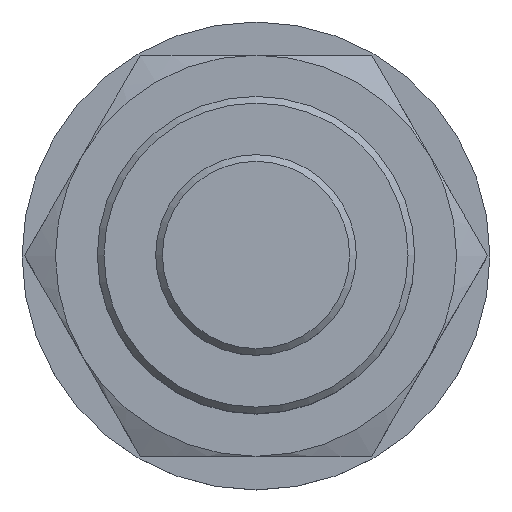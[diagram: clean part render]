
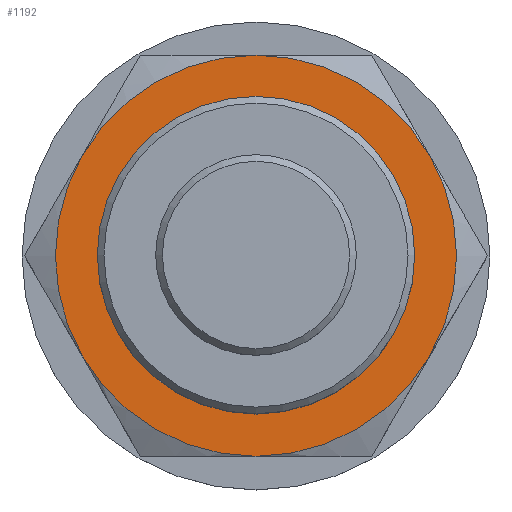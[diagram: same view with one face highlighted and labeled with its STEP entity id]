
A CAD part, top view. The second image highlights one B-rep face of the part: STEP entity #1192.
In plain terms, the highlighted planar face has unit normal (0, 0, 1).
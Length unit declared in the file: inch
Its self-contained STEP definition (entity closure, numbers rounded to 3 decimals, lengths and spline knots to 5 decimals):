
#145=PLANE('',#1358);
#213=FACE_BOUND('',#401,.T.);
#280=FACE_OUTER_BOUND('',#400,.T.);
#400=EDGE_LOOP('',(#909,#910,#911,#912,#913,#914));
#401=EDGE_LOOP('',(#915,#916,#917,#918));
#501=CIRCLE('',#1335,0.5);
#506=CIRCLE('',#1348,0.75);
#507=CIRCLE('',#1352,0.75);
#508=CIRCLE('',#1357,0.75);
#509=CIRCLE('',#1359,0.75);
#510=CIRCLE('',#1360,0.75);
#511=CIRCLE('',#1361,0.75);
#512=CIRCLE('',#1362,0.5);
#513=CIRCLE('',#1363,0.5);
#514=CIRCLE('',#1364,0.5);
#573=VERTEX_POINT('',#1914);
#575=VERTEX_POINT('',#1935);
#577=VERTEX_POINT('',#1958);
#589=VERTEX_POINT('',#2254);
#592=VERTEX_POINT('',#2271);
#595=VERTEX_POINT('',#2290);
#598=VERTEX_POINT('',#2312);
#599=VERTEX_POINT('',#2322);
#600=VERTEX_POINT('',#2324);
#601=VERTEX_POINT('',#2327);
#682=EDGE_CURVE('',#573,#577,#501,.T.);
#703=EDGE_CURVE('',#592,#589,#506,.T.);
#709=EDGE_CURVE('',#589,#595,#507,.T.);
#715=EDGE_CURVE('',#598,#592,#508,.T.);
#716=EDGE_CURVE('',#599,#598,#509,.T.);
#717=EDGE_CURVE('',#600,#599,#510,.T.);
#718=EDGE_CURVE('',#595,#600,#511,.T.);
#719=EDGE_CURVE('',#577,#601,#512,.T.);
#720=EDGE_CURVE('',#601,#575,#513,.T.);
#721=EDGE_CURVE('',#575,#573,#514,.T.);
#909=ORIENTED_EDGE('',*,*,#703,.F.);
#910=ORIENTED_EDGE('',*,*,#715,.F.);
#911=ORIENTED_EDGE('',*,*,#716,.F.);
#912=ORIENTED_EDGE('',*,*,#717,.F.);
#913=ORIENTED_EDGE('',*,*,#718,.F.);
#914=ORIENTED_EDGE('',*,*,#709,.F.);
#915=ORIENTED_EDGE('',*,*,#682,.T.);
#916=ORIENTED_EDGE('',*,*,#719,.T.);
#917=ORIENTED_EDGE('',*,*,#720,.T.);
#918=ORIENTED_EDGE('',*,*,#721,.T.);
#1192=ADVANCED_FACE('',(#280,#213),#145,.F.);
#1335=AXIS2_PLACEMENT_3D('',#1960,#1587,#1588);
#1348=AXIS2_PLACEMENT_3D('',#2279,#1616,#1617);
#1352=AXIS2_PLACEMENT_3D('',#2299,#1625,#1626);
#1357=AXIS2_PLACEMENT_3D('',#2320,#1636,#1637);
#1358=AXIS2_PLACEMENT_3D('',#2321,#1638,#1639);
#1359=AXIS2_PLACEMENT_3D('',#2323,#1640,#1641);
#1360=AXIS2_PLACEMENT_3D('',#2325,#1642,#1643);
#1361=AXIS2_PLACEMENT_3D('',#2326,#1644,#1645);
#1362=AXIS2_PLACEMENT_3D('',#2328,#1646,#1647);
#1363=AXIS2_PLACEMENT_3D('',#2329,#1648,#1649);
#1364=AXIS2_PLACEMENT_3D('',#2330,#1650,#1651);
#1587=DIRECTION('center_axis',(0.,0.,
-1.));
#1588=DIRECTION('ref_axis',(-0.5,0.866,0.));
#1616=DIRECTION('center_axis',(0.,0.,
-1.));
#1617=DIRECTION('ref_axis',(-0.5,0.866,0.));
#1625=DIRECTION('center_axis',(0.,0.,
-1.));
#1626=DIRECTION('ref_axis',(-0.5,0.866,0.));
#1636=DIRECTION('center_axis',(0.,0.,
-1.));
#1637=DIRECTION('ref_axis',(-0.5,0.866,0.));
#1638=DIRECTION('center_axis',(0.,0.,
-1.));
#1639=DIRECTION('ref_axis',(-0.5,0.866,0.));
#1640=DIRECTION('center_axis',(0.,0.,
-1.));
#1641=DIRECTION('ref_axis',(-0.5,0.866,0.));
#1642=DIRECTION('center_axis',(0.,0.,
-1.));
#1643=DIRECTION('ref_axis',(-0.5,0.866,0.));
#1644=DIRECTION('center_axis',(0.,0.,
-1.));
#1645=DIRECTION('ref_axis',(-0.5,0.866,0.));
#1646=DIRECTION('center_axis',(0.,0.,
-1.));
#1647=DIRECTION('ref_axis',(-0.5,0.866,0.));
#1648=DIRECTION('center_axis',(0.,0.,
-1.));
#1649=DIRECTION('ref_axis',(-0.5,0.866,0.));
#1650=DIRECTION('center_axis',(0.,0.,
-1.));
#1651=DIRECTION('ref_axis',(-0.5,0.866,0.));
#1914=CARTESIAN_POINT('',(-0.06697,0.4955,1.33302));
#1935=CARTESIAN_POINT('',(-0.39563,0.30574,1.33302));
#1958=CARTESIAN_POINT('',(0.48903,-0.10417,1.33302));
#1960=CARTESIAN_POINT('Origin',(0.,0.,
1.33302));
#2254=CARTESIAN_POINT('',(0.,0.75,1.33302));
#2271=CARTESIAN_POINT('',(-0.64952,0.375,1.33302));
#2279=CARTESIAN_POINT('Origin',(0.,0.,
1.33302));
#2290=CARTESIAN_POINT('',(0.64952,0.375,1.33302));
#2299=CARTESIAN_POINT('Origin',(0.,0.,
1.33302));
#2312=CARTESIAN_POINT('',(-0.64952,-0.375,1.33302));
#2320=CARTESIAN_POINT('Origin',(0.,0.,
1.33302));
#2321=CARTESIAN_POINT('Origin',(0.43301,0.75,1.33302));
#2322=CARTESIAN_POINT('',(0.,-0.75,1.33302));
#2323=CARTESIAN_POINT('Origin',(0.,0.,
1.33302));
#2324=CARTESIAN_POINT('',(0.64952,-0.375,1.33302));
#2325=CARTESIAN_POINT('Origin',(0.,0.,
1.33302));
#2326=CARTESIAN_POINT('Origin',(0.,0.,
1.33302));
#2327=CARTESIAN_POINT('',(-0.1543,-0.4756,1.33302));
#2328=CARTESIAN_POINT('Origin',(0.,0.,
1.33302));
#2329=CARTESIAN_POINT('Origin',(0.,0.,
1.33302));
#2330=CARTESIAN_POINT('Origin',(0.,0.,
1.33302));
